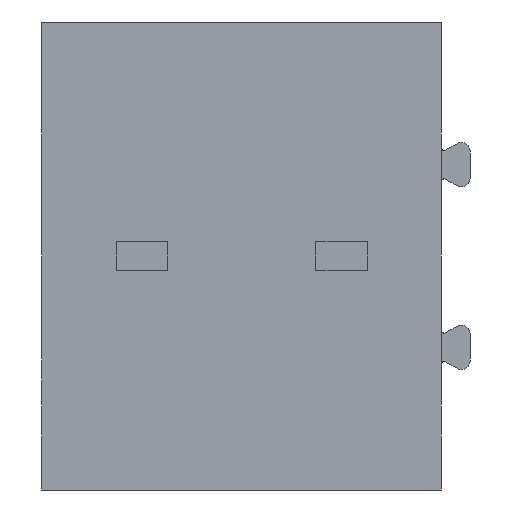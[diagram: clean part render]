
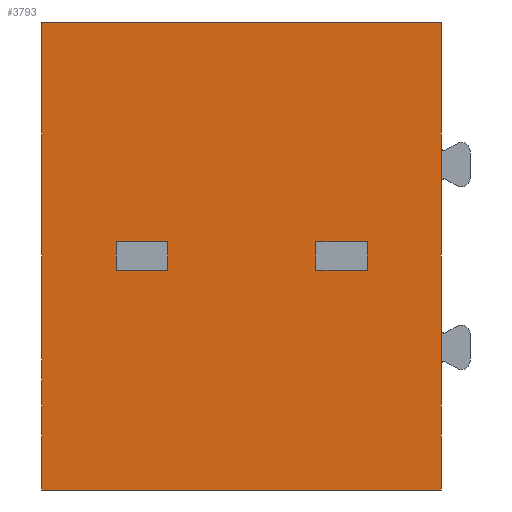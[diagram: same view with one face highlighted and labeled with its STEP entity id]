
A CAD part, front view. The second image highlights one B-rep face of the part: STEP entity #3793.
In plain terms, the highlighted planar face has unit normal (0, -1, 0).
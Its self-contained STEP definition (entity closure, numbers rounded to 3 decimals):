
#200=DIRECTION('',(0.,0.,1.));
#201=VECTOR('',#200,8.2);
#202=CARTESIAN_POINT('',(3.5,-6.3,-8.2));
#203=LINE('',#202,#201);
#228=DIRECTION('',(-1.,0.,0.));
#229=VECTOR('',#228,7.);
#230=CARTESIAN_POINT('',(3.5,-6.3,0.));
#231=LINE('',#230,#229);
#268=DIRECTION('',(-1.,0.,0.));
#269=VECTOR('',#268,7.);
#270=CARTESIAN_POINT('',(3.5,-6.3,-8.2));
#271=LINE('',#270,#269);
#272=DIRECTION('',(0.,0.,1.));
#273=VECTOR('',#272,0.5);
#274=CARTESIAN_POINT('',(2.2,-6.3,-4.35));
#275=LINE('',#274,#273);
#276=DIRECTION('',(-1.,0.,0.));
#277=VECTOR('',#276,0.9);
#278=CARTESIAN_POINT('',(2.2,-6.3,-3.85));
#279=LINE('',#278,#277);
#280=DIRECTION('',(0.,0.,-1.));
#281=VECTOR('',#280,0.5);
#282=CARTESIAN_POINT('',(1.3,-6.3,-3.85));
#283=LINE('',#282,#281);
#284=DIRECTION('',(1.,0.,0.));
#285=VECTOR('',#284,0.9);
#286=CARTESIAN_POINT('',(1.3,-6.3,-4.35));
#287=LINE('',#286,#285);
#288=DIRECTION('',(0.,0.,1.));
#289=VECTOR('',#288,0.5);
#290=CARTESIAN_POINT('',(-1.3,-6.3,-4.35));
#291=LINE('',#290,#289);
#292=DIRECTION('',(-1.,0.,0.));
#293=VECTOR('',#292,0.9);
#294=CARTESIAN_POINT('',(-1.3,-6.3,-3.85));
#295=LINE('',#294,#293);
#296=DIRECTION('',(0.,0.,-1.));
#297=VECTOR('',#296,0.5);
#298=CARTESIAN_POINT('',(-2.2,-6.3,-3.85));
#299=LINE('',#298,#297);
#300=DIRECTION('',(1.,0.,0.));
#301=VECTOR('',#300,0.9);
#302=CARTESIAN_POINT('',(-2.2,-6.3,-4.35));
#303=LINE('',#302,#301);
#811=DIRECTION('',(0.,0.,1.));
#812=VECTOR('',#811,8.2);
#813=CARTESIAN_POINT('',(-3.5,-6.3,-8.2));
#814=LINE('',#813,#812);
#3043=CARTESIAN_POINT('',(3.5,-6.3,-8.2));
#3044=CARTESIAN_POINT('',(3.5,-6.3,0.));
#3045=VERTEX_POINT('',#3043);
#3046=VERTEX_POINT('',#3044);
#3051=CARTESIAN_POINT('',(-3.5,-6.3,-8.2));
#3052=CARTESIAN_POINT('',(-3.5,-6.3,0.));
#3053=VERTEX_POINT('',#3051);
#3054=VERTEX_POINT('',#3052);
#3267=CARTESIAN_POINT('',(2.2,-6.3,-4.35));
#3268=VERTEX_POINT('',#3267);
#3269=CARTESIAN_POINT('',(2.2,-6.3,-3.85));
#3270=VERTEX_POINT('',#3269);
#3271=CARTESIAN_POINT('',(1.3,-6.3,-3.85));
#3272=VERTEX_POINT('',#3271);
#3273=CARTESIAN_POINT('',(1.3,-6.3,-4.35));
#3274=VERTEX_POINT('',#3273);
#3546=CARTESIAN_POINT('',(-1.3,-6.3,-4.35));
#3547=VERTEX_POINT('',#3546);
#3548=CARTESIAN_POINT('',(-1.3,-6.3,-3.85));
#3549=VERTEX_POINT('',#3548);
#3550=CARTESIAN_POINT('',(-2.2,-6.3,-3.85));
#3551=VERTEX_POINT('',#3550);
#3552=CARTESIAN_POINT('',(-2.2,-6.3,-4.35));
#3553=VERTEX_POINT('',#3552);
#3760=CARTESIAN_POINT('',(3.5,-6.3,-8.2));
#3761=DIRECTION('',(0.,-1.,0.));
#3762=DIRECTION('',(0.,0.,1.));
#3763=AXIS2_PLACEMENT_3D('',#3760,#3761,#3762);
#3764=PLANE('',#3763);
#3765=ORIENTED_EDGE('',*,*,#3672,.F.);
#3767=ORIENTED_EDGE('',*,*,#3766,.T.);
#3769=ORIENTED_EDGE('',*,*,#3768,.T.);
#3770=ORIENTED_EDGE('',*,*,#3732,.F.);
#3771=EDGE_LOOP('',(#3765,#3767,#3769,#3770));
#3772=FACE_OUTER_BOUND('',#3771,.F.);
#3774=ORIENTED_EDGE('',*,*,#3773,.T.);
#3776=ORIENTED_EDGE('',*,*,#3775,.T.);
#3778=ORIENTED_EDGE('',*,*,#3777,.T.);
#3780=ORIENTED_EDGE('',*,*,#3779,.T.);
#3781=EDGE_LOOP('',(#3774,#3776,#3778,#3780));
#3782=FACE_BOUND('',#3781,.F.);
#3784=ORIENTED_EDGE('',*,*,#3783,.T.);
#3786=ORIENTED_EDGE('',*,*,#3785,.T.);
#3788=ORIENTED_EDGE('',*,*,#3787,.T.);
#3790=ORIENTED_EDGE('',*,*,#3789,.T.);
#3791=EDGE_LOOP('',(#3784,#3786,#3788,#3790));
#3792=FACE_BOUND('',#3791,.F.);
#3672=EDGE_CURVE('',#3045,#3046,#203,.T.);
#3732=EDGE_CURVE('',#3046,#3054,#231,.T.);
#3766=EDGE_CURVE('',#3045,#3053,#271,.T.);
#3768=EDGE_CURVE('',#3053,#3054,#814,.T.);
#3773=EDGE_CURVE('',#3268,#3270,#275,.T.);
#3775=EDGE_CURVE('',#3270,#3272,#279,.T.);
#3777=EDGE_CURVE('',#3272,#3274,#283,.T.);
#3779=EDGE_CURVE('',#3274,#3268,#287,.T.);
#3783=EDGE_CURVE('',#3547,#3549,#291,.T.);
#3785=EDGE_CURVE('',#3549,#3551,#295,.T.);
#3787=EDGE_CURVE('',#3551,#3553,#299,.T.);
#3789=EDGE_CURVE('',#3553,#3547,#303,.T.);
#3793=ADVANCED_FACE('',(#3772,#3782,#3792),#3764,.T.);
